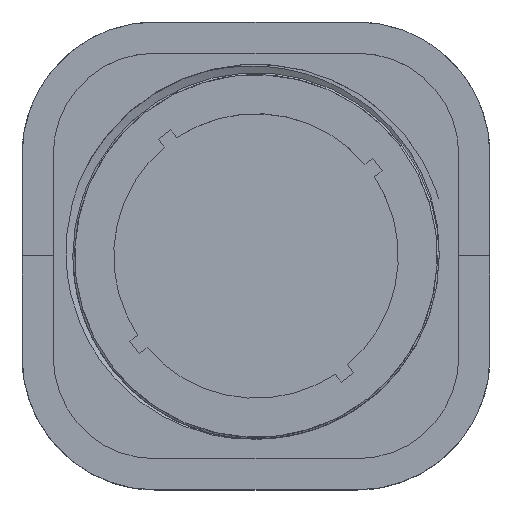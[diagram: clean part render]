
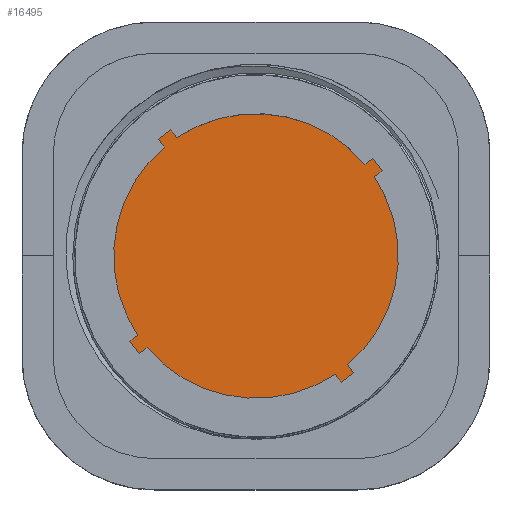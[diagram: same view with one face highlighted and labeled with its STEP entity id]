
A CAD part, top view. The second image highlights one B-rep face of the part: STEP entity #16495.
In plain terms, the highlighted planar face has unit normal (0, 0, 1).
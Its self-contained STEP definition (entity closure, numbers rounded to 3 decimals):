
#292 = CIRCLE ( 'NONE', #28424, 23. ) ;
#958 = EDGE_CURVE ( 'NONE', #5873, #27592, #25511, .T. ) ;
#2743 = DIRECTION ( 'NONE',  ( 0., 0., 1. ) ) ;
#3533 = AXIS2_PLACEMENT_3D ( 'NONE', #16292, #2743, #18570 ) ;
#5754 = ORIENTED_EDGE ( 'NONE', *, *, #958, .T. ) ;
#5873 = VERTEX_POINT ( 'NONE', #6983 ) ;
#6647 = FACE_OUTER_BOUND ( 'NONE', #11464, .T. ) ;
#6983 = CARTESIAN_POINT ( 'NONE',  ( 23., 0., 0. ) ) ;
#8034 = DIRECTION ( 'NONE',  ( 0., 0., 1. ) ) ;
#9785 = DIRECTION ( 'NONE',  ( 0., 0., 1. ) ) ;
#11464 = EDGE_LOOP ( 'NONE', ( #5754, #20716 ) ) ;
#11957 = PLANE ( 'NONE',  #25067 ) ;
#13545 = EDGE_CURVE ( 'NONE', #27592, #5873, #292, .T. ) ;
#16292 = CARTESIAN_POINT ( 'NONE',  ( 0., 0., 0. ) ) ;
#16495 = ADVANCED_FACE ( 'NONE', ( #6647 ), #11957, .T. ) ;
#18570 = DIRECTION ( 'NONE',  ( 1., 0., 0. ) ) ;
#20716 = ORIENTED_EDGE ( 'NONE', *, *, #13545, .T. ) ;
#21536 = CARTESIAN_POINT ( 'NONE',  ( 0., 0., 0. ) ) ;
#23837 = DIRECTION ( 'NONE',  ( 1., 0., 0. ) ) ;
#25067 = AXIS2_PLACEMENT_3D ( 'NONE', #27768, #9785, #25593 ) ;
#25511 = CIRCLE ( 'NONE', #3533, 23. ) ;
#25593 = DIRECTION ( 'NONE',  ( 1., 0., 0. ) ) ;
#27592 = VERTEX_POINT ( 'NONE', #28183 ) ;
#27768 = CARTESIAN_POINT ( 'NONE',  ( 0., 0., 0. ) ) ;
#28183 = CARTESIAN_POINT ( 'NONE',  ( -23., 0., 0. ) ) ;
#28424 = AXIS2_PLACEMENT_3D ( 'NONE', #21536, #8034, #23837 ) ;
